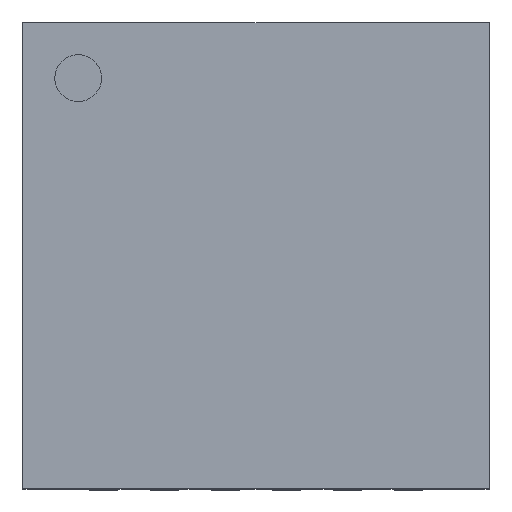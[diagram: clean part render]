
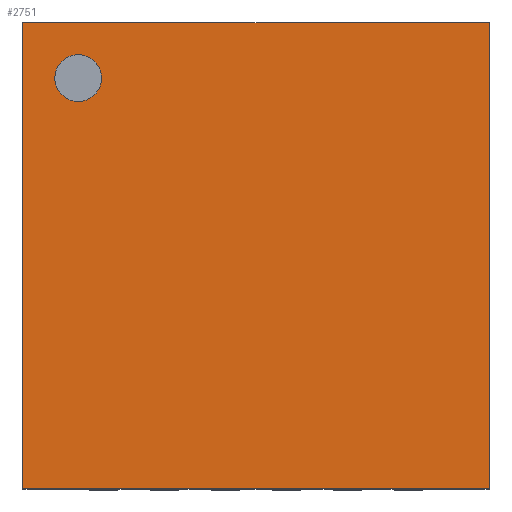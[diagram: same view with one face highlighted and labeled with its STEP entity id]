
A CAD part, top view. The second image highlights one B-rep face of the part: STEP entity #2751.
In plain terms, the highlighted planar face has unit normal (0, 0, 1).
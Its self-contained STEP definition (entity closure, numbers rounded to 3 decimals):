
#13=DIRECTION('',(0.,0.,1.));
#50=DIRECTION('',(0.,0.,-1.));
#158=VECTOR('',#159,1.);
#159=DIRECTION('',(1.,0.,0.));
#165=VECTOR('',#166,1.);
#166=DIRECTION('',(0.,-1.,0.));
#765=VERTEX_POINT('',#766);
#766=CARTESIAN_POINT('',(-2.49,2.49,0.77));
#768=ORIENTED_EDGE('',*,*,#769,.T.);
#769=EDGE_CURVE('',#765,#770,#772,.T.);
#770=VERTEX_POINT('',#771);
#771=CARTESIAN_POINT('',(-2.49,-2.49,0.77));
#772=LINE('',#766,#165);
#882=ORIENTED_EDGE('',*,*,#883,.F.);
#883=EDGE_CURVE('',#765,#884,#886,.T.);
#884=VERTEX_POINT('',#885);
#885=CARTESIAN_POINT('',(2.49,2.49,0.77));
#886=LINE('',#766,#158);
#1711=EDGE_CURVE('',#884,#1712,#1714,.T.);
#1712=VERTEX_POINT('',#1713);
#1713=CARTESIAN_POINT('',(2.49,-2.49,0.77));
#1714=LINE('',#885,#165);
#1820=EDGE_CURVE('',#770,#1712,#1821,.T.);
#1821=LINE('',#771,#158);
#2751=ADVANCED_FACE('',(#2752,#2756),#2766,.T.);
#2752=FACE_BOUND('',#2753,.T.);
#2753=EDGE_LOOP('',(#882,#768,#2754,#2755));
#2754=ORIENTED_EDGE('',*,*,#1820,.T.);
#2755=ORIENTED_EDGE('',*,*,#1711,.F.);
#2756=FACE_BOUND('',#2757,.T.);
#2757=EDGE_LOOP('',(#2758));
#2758=ORIENTED_EDGE('',*,*,#2759,.T.);
#2759=EDGE_CURVE('',#2760,#2760,#2762,.T.);
#2760=VERTEX_POINT('',#2761);
#2761=CARTESIAN_POINT('',(-1.9,1.65,0.77));
#2762=CIRCLE('',#2763,0.25);
#2763=AXIS2_PLACEMENT_3D('',#2764,#50,#2765);
#2764=CARTESIAN_POINT('',(-1.9,1.9,0.77));
#2765=DIRECTION('',(0.,-1.,0.));
#2766=PLANE('',#2767);
#2767=AXIS2_PLACEMENT_3D('',#766,#13,#166);
